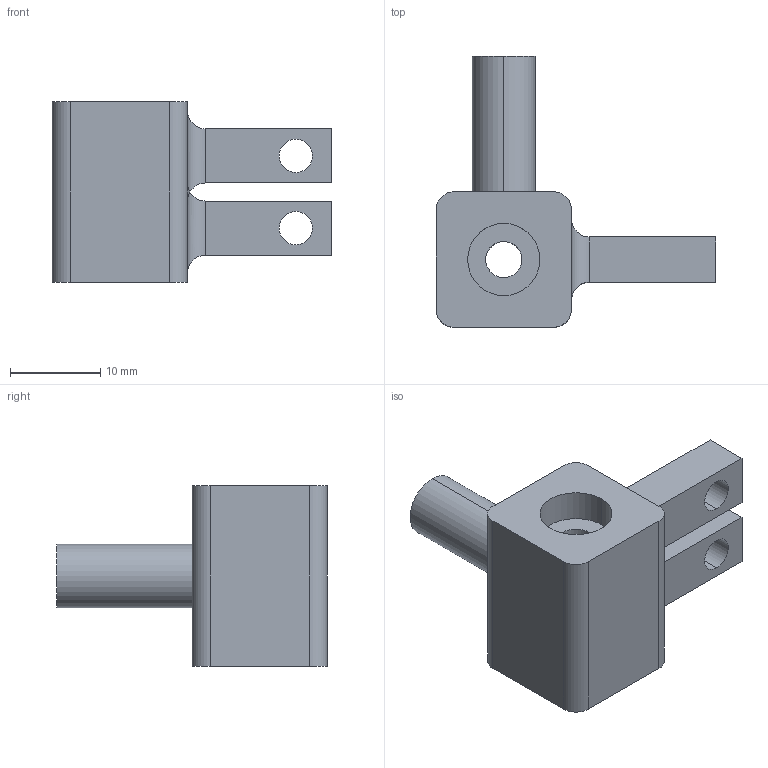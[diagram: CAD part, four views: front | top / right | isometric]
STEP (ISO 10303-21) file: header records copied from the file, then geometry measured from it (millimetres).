
FILE_DESCRIPTION (( 'STEP AP203' ), '1' );
FILE_NAME ('Bearing Housing_Default_sldprt.STEP', '2021-05-19T06:48:12', ( '' ), ( '' ), 'SwSTEP 2.0', 'SolidWorks 2020', '' );
FILE_SCHEMA (( 'CONFIG_CONTROL_DESIGN' ));
Length unit declared in the file: millimetre
Products named in the file (1): Bearing Housing_Default_sldprt
Bounding box: 31 x 30 x 20 mm (x, y, z)
Volume: 5388.4 mm3; surface area: 2961.7 mm2
Topology: 1 solids, 1 shells, 45 faces, 105 edges, 66 vertices
Faces by surface type: cylinder 26, plane 19
Entity records: 1364 total; most frequent: CARTESIAN_POINT 253, DIRECTION 217, ORIENTED_EDGE 210, EDGE_CURVE 105, AXIS2_PLACEMENT_3D 78, VERTEX_POINT 66, LINE 61, VECTOR 61
